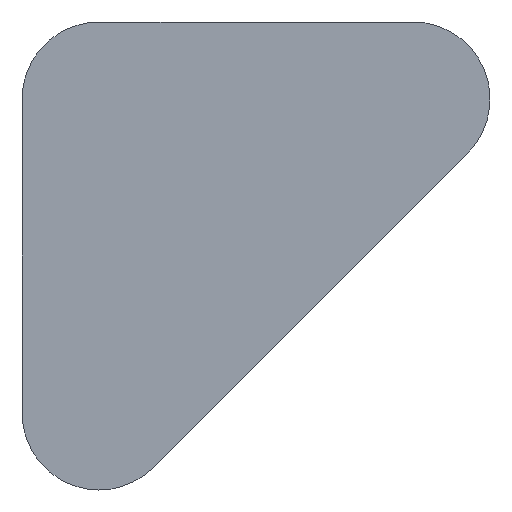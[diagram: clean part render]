
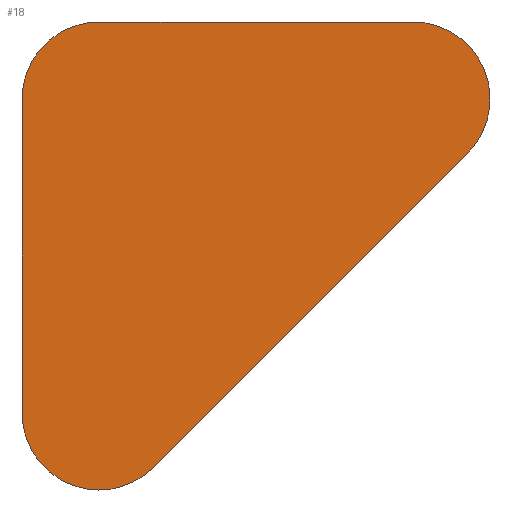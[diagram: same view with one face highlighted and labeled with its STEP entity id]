
A CAD part, front view. The second image highlights one B-rep face of the part: STEP entity #18.
In plain terms, the highlighted planar face has unit normal (0, -1, 0).
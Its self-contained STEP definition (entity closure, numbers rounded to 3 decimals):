
#8 = CARTESIAN_POINT ( 'NONE',  ( 0., 0., -8. ) ) ;
#17 = DIRECTION ( 'NONE',  ( -0.707, 0., -0.707 ) ) ;
#18 = ADVANCED_FACE ( 'NONE', ( #101 ), #57, .F. ) ;
#24 = AXIS2_PLACEMENT_3D ( 'NONE', #281, #164, #333 ) ;
#27 = EDGE_CURVE ( 'NONE', #153, #290, #208, .T. ) ;
#28 = CIRCLE ( 'NONE', #338, 8. ) ;
#33 = DIRECTION ( 'NONE',  ( 0., 0., 1. ) ) ;
#38 = DIRECTION ( 'NONE',  ( 0., 0., 1. ) ) ;
#52 = ORIENTED_EDGE ( 'NONE', *, *, #181, .T. ) ;
#53 = AXIS2_PLACEMENT_3D ( 'NONE', #187, #299, #33 ) ;
#54 = DIRECTION ( 'NONE',  ( 0., -1., 0. ) ) ;
#57 = PLANE ( 'NONE',  #53 ) ;
#63 = LINE ( 'NONE', #65, #240 ) ;
#65 = CARTESIAN_POINT ( 'NONE',  ( 0., 0., 0. ) ) ;
#74 = CARTESIAN_POINT ( 'NONE',  ( 8., 0., -40.686 ) ) ;
#87 = CARTESIAN_POINT ( 'NONE',  ( 8., 0., 0. ) ) ;
#101 = FACE_OUTER_BOUND ( 'NONE', #207, .T. ) ;
#103 = AXIS2_PLACEMENT_3D ( 'NONE', #237, #322, #158 ) ;
#106 = DIRECTION ( 'NONE',  ( 0., 0., 1. ) ) ;
#113 = CARTESIAN_POINT ( 'NONE',  ( 46.343, 0., -13.657 ) ) ;
#114 = DIRECTION ( 'NONE',  ( 0., -1., 0. ) ) ;
#116 = EDGE_CURVE ( 'NONE', #290, #203, #28, .T. ) ;
#117 = ORIENTED_EDGE ( 'NONE', *, *, #292, .F. ) ;
#124 = VERTEX_POINT ( 'NONE', #8 ) ;
#125 = VECTOR ( 'NONE', #17, 1000. ) ;
#140 = CARTESIAN_POINT ( 'NONE',  ( 0., 0., -40.686 ) ) ;
#153 = VERTEX_POINT ( 'NONE', #140 ) ;
#154 = ORIENTED_EDGE ( 'NONE', *, *, #27, .T. ) ;
#158 = DIRECTION ( 'NONE',  ( 0., 0., 1. ) ) ;
#164 = DIRECTION ( 'NONE',  ( 0., -1., 0. ) ) ;
#172 = EDGE_CURVE ( 'NONE', #259, #203, #224, .T. ) ;
#176 = CARTESIAN_POINT ( 'NONE',  ( 40.686, 0., 0. ) ) ;
#179 = CIRCLE ( 'NONE', #215, 8. ) ;
#181 = EDGE_CURVE ( 'NONE', #235, #124, #335, .T. ) ;
#187 = CARTESIAN_POINT ( 'NONE',  ( 0., 0., 0. ) ) ;
#199 = CARTESIAN_POINT ( 'NONE',  ( 8., 0., -48.686 ) ) ;
#203 = VERTEX_POINT ( 'NONE', #336 ) ;
#207 = EDGE_LOOP ( 'NONE', ( #117, #154, #285, #255, #320, #233, #52 ) ) ;
#208 = CIRCLE ( 'NONE', #103, 8. ) ;
#215 = AXIS2_PLACEMENT_3D ( 'NONE', #276, #114, #225 ) ;
#220 = EDGE_CURVE ( 'NONE', #259, #289, #179, .T. ) ;
#224 = LINE ( 'NONE', #256, #125 ) ;
#225 = DIRECTION ( 'NONE',  ( 0., 0., 1. ) ) ;
#233 = ORIENTED_EDGE ( 'NONE', *, *, #264, .F. ) ;
#235 = VERTEX_POINT ( 'NONE', #87 ) ;
#237 = CARTESIAN_POINT ( 'NONE',  ( 8., 0., -40.686 ) ) ;
#240 = VECTOR ( 'NONE', #331, 1000. ) ;
#251 = CARTESIAN_POINT ( 'NONE',  ( 0., 0., -60. ) ) ;
#255 = ORIENTED_EDGE ( 'NONE', *, *, #172, .F. ) ;
#256 = CARTESIAN_POINT ( 'NONE',  ( 60., 0., 0. ) ) ;
#259 = VERTEX_POINT ( 'NONE', #113 ) ;
#262 = VECTOR ( 'NONE', #38, 1000. ) ;
#264 = EDGE_CURVE ( 'NONE', #235, #289, #63, .T. ) ;
#276 = CARTESIAN_POINT ( 'NONE',  ( 40.686, 0., -8. ) ) ;
#281 = CARTESIAN_POINT ( 'NONE',  ( 8., 0., -8. ) ) ;
#285 = ORIENTED_EDGE ( 'NONE', *, *, #116, .T. ) ;
#289 = VERTEX_POINT ( 'NONE', #176 ) ;
#290 = VERTEX_POINT ( 'NONE', #199 ) ;
#292 = EDGE_CURVE ( 'NONE', #153, #124, #302, .T. ) ;
#299 = DIRECTION ( 'NONE',  ( 0., 1., 0. ) ) ;
#302 = LINE ( 'NONE', #251, #262 ) ;
#320 = ORIENTED_EDGE ( 'NONE', *, *, #220, .T. ) ;
#322 = DIRECTION ( 'NONE',  ( 0., -1., 0. ) ) ;
#331 = DIRECTION ( 'NONE',  ( 1., 0., 0. ) ) ;
#333 = DIRECTION ( 'NONE',  ( 0., 0., 1. ) ) ;
#335 = CIRCLE ( 'NONE', #24, 8. ) ;
#336 = CARTESIAN_POINT ( 'NONE',  ( 13.657, 0., -46.343 ) ) ;
#338 = AXIS2_PLACEMENT_3D ( 'NONE', #74, #54, #106 ) ;
